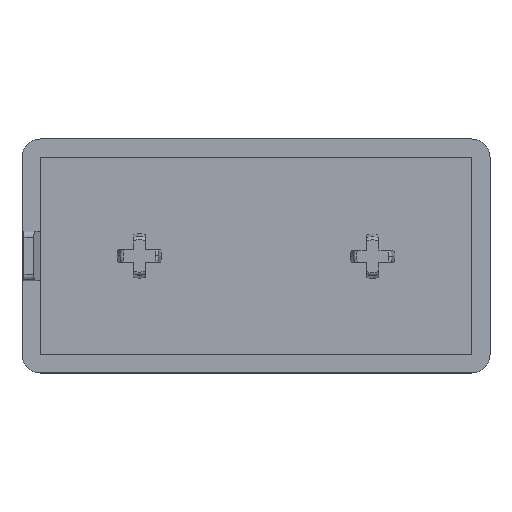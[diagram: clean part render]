
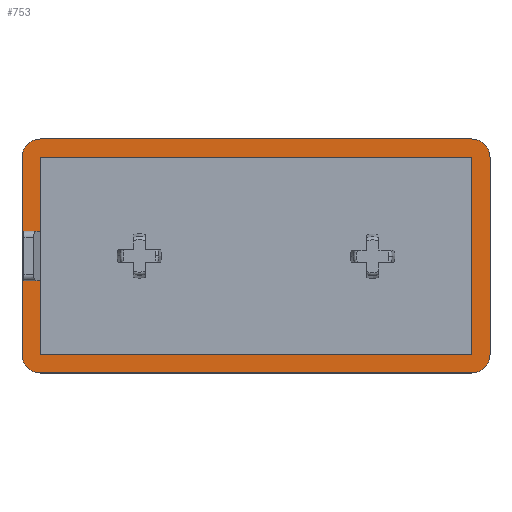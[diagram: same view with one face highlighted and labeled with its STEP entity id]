
A CAD part, top view. The second image highlights one B-rep face of the part: STEP entity #753.
In plain terms, the highlighted planar face has unit normal (0, 0, 1).
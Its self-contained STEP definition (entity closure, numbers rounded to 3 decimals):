
#27 = LINE ( 'NONE', #39, #208 ) ;
#32 = VERTEX_POINT ( 'NONE', #863 ) ;
#39 = CARTESIAN_POINT ( 'NONE',  ( 57.1, -4.05, 4. ) ) ;
#60 = VERTEX_POINT ( 'NONE', #293 ) ;
#70 = CARTESIAN_POINT ( 'NONE',  ( -16.1, -16.05, 4. ) ) ;
#116 = CARTESIAN_POINT ( 'NONE',  ( 57.1, 19.05, 4. ) ) ;
#119 = EDGE_CURVE ( 'NONE', #866, #1589, #2529, .T. ) ;
#120 = DIRECTION ( 'NONE',  ( -1., 0., 0. ) ) ;
#135 = LINE ( 'NONE', #2433, #1297 ) ;
#143 = EDGE_CURVE ( 'NONE', #1564, #2383, #1914, .T. ) ;
#164 = FACE_BOUND ( 'NONE', #793, .T. ) ;
#177 = CARTESIAN_POINT ( 'NONE',  ( 54.1, 16.05, 4. ) ) ;
#181 = VECTOR ( 'NONE', #928, 1000. ) ;
#189 = CARTESIAN_POINT ( 'NONE',  ( -16.1, 16.05, 4. ) ) ;
#204 = VECTOR ( 'NONE', #1898, 1000. ) ;
#208 = VECTOR ( 'NONE', #2401, 1000. ) ;
#266 = CARTESIAN_POINT ( 'NONE',  ( 54.1, 16.05, 4. ) ) ;
#293 = CARTESIAN_POINT ( 'NONE',  ( -19.1, 16.05, 4. ) ) ;
#324 = DIRECTION ( 'NONE',  ( 0., 1., 0. ) ) ;
#346 = AXIS2_PLACEMENT_3D ( 'NONE', #759, #2593, #1005 ) ;
#353 = VECTOR ( 'NONE', #120, 1000. ) ;
#366 = DIRECTION ( 'NONE',  ( 0., 1., 0. ) ) ;
#379 = EDGE_CURVE ( 'NONE', #2391, #1289, #2457, .T. ) ;
#390 = CARTESIAN_POINT ( 'NONE',  ( 54.1, 19.05, 4. ) ) ;
#458 = CARTESIAN_POINT ( 'NONE',  ( -19.1, 19.05, 4. ) ) ;
#477 = DIRECTION ( 'NONE',  ( 1., 0., 0. ) ) ;
#478 = DIRECTION ( 'NONE',  ( 0., 0., 1. ) ) ;
#552 = AXIS2_PLACEMENT_3D ( 'NONE', #189, #2594, #820 ) ;
#574 = EDGE_CURVE ( 'NONE', #798, #1648, #2453, .T. ) ;
#575 = ORIENTED_EDGE ( 'NONE', *, *, #2135, .F. ) ;
#595 = CARTESIAN_POINT ( 'NONE',  ( -16.1, 4.05, 4. ) ) ;
#598 = DIRECTION ( 'NONE',  ( 0., -1., 0. ) ) ;
#614 = VERTEX_POINT ( 'NONE', #70 ) ;
#637 = CARTESIAN_POINT ( 'NONE',  ( -16.1, -19.05, 4. ) ) ;
#660 = LINE ( 'NONE', #2050, #1481 ) ;
#744 = VERTEX_POINT ( 'NONE', #1962 ) ;
#753 = ADVANCED_FACE ( 'NONE', ( #164, #1728 ), #1179, .T. ) ;
#759 = CARTESIAN_POINT ( 'NONE',  ( -16.1, -16.05, 4. ) ) ;
#769 = EDGE_CURVE ( 'NONE', #32, #787, #1581, .T. ) ;
#785 = CARTESIAN_POINT ( 'NONE',  ( -19.1, 19.05, 4. ) ) ;
#787 = VERTEX_POINT ( 'NONE', #177 ) ;
#793 = EDGE_LOOP ( 'NONE', ( #1404, #1414, #1860, #2547, #2204, #575, #999, #2058 ) ) ;
#798 = VERTEX_POINT ( 'NONE', #2137 ) ;
#819 = CARTESIAN_POINT ( 'NONE',  ( 57.1, 16.05, 4. ) ) ;
#820 = DIRECTION ( 'NONE',  ( 1., 0., 0. ) ) ;
#843 = CARTESIAN_POINT ( 'NONE',  ( -16.1, -4.05, 4. ) ) ;
#844 = EDGE_CURVE ( 'NONE', #2073, #798, #27, .T. ) ;
#863 = CARTESIAN_POINT ( 'NONE',  ( 54.1, -16.05, 4. ) ) ;
#866 = VERTEX_POINT ( 'NONE', #637 ) ;
#879 = AXIS2_PLACEMENT_3D ( 'NONE', #2308, #478, #1500 ) ;
#895 = CIRCLE ( 'NONE', #2367, 3. ) ;
#905 = CARTESIAN_POINT ( 'NONE',  ( -16.1, 16.05, 4. ) ) ;
#916 = CARTESIAN_POINT ( 'NONE',  ( 57.1, 4.05, 4. ) ) ;
#923 = EDGE_LOOP ( 'NONE', ( #2192, #1471, #2395, #2508, #927, #2602, #1466, #2526 ) ) ;
#927 = ORIENTED_EDGE ( 'NONE', *, *, #119, .T. ) ;
#928 = DIRECTION ( 'NONE',  ( 1., 0., 0. ) ) ;
#945 = DIRECTION ( 'NONE',  ( 0., -1., 0. ) ) ;
#961 = EDGE_CURVE ( 'NONE', #1289, #60, #1888, .T. ) ;
#999 = ORIENTED_EDGE ( 'NONE', *, *, #769, .F. ) ;
#1004 = CIRCLE ( 'NONE', #879, 3. ) ;
#1005 = DIRECTION ( 'NONE',  ( 1., 0., 0. ) ) ;
#1012 = VECTOR ( 'NONE', #366, 1000. ) ;
#1028 = EDGE_CURVE ( 'NONE', #1589, #1774, #1004, .T. ) ;
#1065 = CARTESIAN_POINT ( 'NONE',  ( -18.8, 4.05, 4. ) ) ;
#1179 = PLANE ( 'NONE',  #2101 ) ;
#1214 = EDGE_CURVE ( 'NONE', #614, #32, #135, .T. ) ;
#1289 = VERTEX_POINT ( 'NONE', #2027 ) ;
#1297 = VECTOR ( 'NONE', #1430, 1000. ) ;
#1318 = VECTOR ( 'NONE', #1734, 1000. ) ;
#1335 = CARTESIAN_POINT ( 'NONE',  ( -19.1, -19.05, 4. ) ) ;
#1404 = ORIENTED_EDGE ( 'NONE', *, *, #2467, .F. ) ;
#1414 = ORIENTED_EDGE ( 'NONE', *, *, #844, .T. ) ;
#1430 = DIRECTION ( 'NONE',  ( 1., 0., 0. ) ) ;
#1466 = ORIENTED_EDGE ( 'NONE', *, *, #2565, .T. ) ;
#1471 = ORIENTED_EDGE ( 'NONE', *, *, #961, .T. ) ;
#1481 = VECTOR ( 'NONE', #2458, 1000. ) ;
#1500 = DIRECTION ( 'NONE',  ( 1., 0., 0. ) ) ;
#1542 = CARTESIAN_POINT ( 'NONE',  ( 54.1, 16.05, 4. ) ) ;
#1564 = VERTEX_POINT ( 'NONE', #1909 ) ;
#1581 = LINE ( 'NONE', #1542, #1675 ) ;
#1589 = VERTEX_POINT ( 'NONE', #2256 ) ;
#1648 = VERTEX_POINT ( 'NONE', #1065 ) ;
#1675 = VECTOR ( 'NONE', #324, 1000. ) ;
#1728 = FACE_OUTER_BOUND ( 'NONE', #923, .T. ) ;
#1734 = DIRECTION ( 'NONE',  ( 0., 1., 0. ) ) ;
#1758 = VECTOR ( 'NONE', #945, 1000. ) ;
#1774 = VERTEX_POINT ( 'NONE', #1900 ) ;
#1782 = DIRECTION ( 'NONE',  ( 1., 0., 0. ) ) ;
#1860 = ORIENTED_EDGE ( 'NONE', *, *, #574, .T. ) ;
#1874 = DIRECTION ( 'NONE',  ( -1., 0., 0. ) ) ;
#1888 = CIRCLE ( 'NONE', #552, 3. ) ;
#1898 = DIRECTION ( 'NONE',  ( 1., 0., 0. ) ) ;
#1900 = CARTESIAN_POINT ( 'NONE',  ( 57.1, -16.05, 4. ) ) ;
#1909 = CARTESIAN_POINT ( 'NONE',  ( -16.1, 16.05, 4. ) ) ;
#1914 = LINE ( 'NONE', #2122, #1758 ) ;
#1943 = VECTOR ( 'NONE', #598, 1000. ) ;
#1955 = EDGE_CURVE ( 'NONE', #744, #866, #2574, .T. ) ;
#1962 = CARTESIAN_POINT ( 'NONE',  ( -19.1, -16.05, 4. ) ) ;
#1991 = EDGE_CURVE ( 'NONE', #60, #744, #2583, .T. ) ;
#2022 = EDGE_CURVE ( 'NONE', #2130, #2391, #895, .T. ) ;
#2027 = CARTESIAN_POINT ( 'NONE',  ( -16.1, 19.05, 4. ) ) ;
#2030 = DIRECTION ( 'NONE',  ( 0., 0., 1. ) ) ;
#2050 = CARTESIAN_POINT ( 'NONE',  ( -16.1, 16.05, 4. ) ) ;
#2058 = ORIENTED_EDGE ( 'NONE', *, *, #1214, .F. ) ;
#2073 = VERTEX_POINT ( 'NONE', #843 ) ;
#2101 = AXIS2_PLACEMENT_3D ( 'NONE', #2572, #2164, #1782 ) ;
#2107 = LINE ( 'NONE', #905, #353 ) ;
#2122 = CARTESIAN_POINT ( 'NONE',  ( -16.1, 16.05, 4. ) ) ;
#2130 = VERTEX_POINT ( 'NONE', #819 ) ;
#2135 = EDGE_CURVE ( 'NONE', #787, #1564, #2107, .T. ) ;
#2137 = CARTESIAN_POINT ( 'NONE',  ( -18.8, -4.05, 4. ) ) ;
#2164 = DIRECTION ( 'NONE',  ( 0., 0., 1. ) ) ;
#2179 = EDGE_CURVE ( 'NONE', #1648, #2383, #2295, .T. ) ;
#2182 = VECTOR ( 'NONE', #1874, 1000. ) ;
#2192 = ORIENTED_EDGE ( 'NONE', *, *, #379, .T. ) ;
#2204 = ORIENTED_EDGE ( 'NONE', *, *, #143, .F. ) ;
#2256 = CARTESIAN_POINT ( 'NONE',  ( 54.1, -19.05, 4. ) ) ;
#2295 = LINE ( 'NONE', #916, #181 ) ;
#2308 = CARTESIAN_POINT ( 'NONE',  ( 54.1, -16.05, 4. ) ) ;
#2317 = LINE ( 'NONE', #116, #1318 ) ;
#2367 = AXIS2_PLACEMENT_3D ( 'NONE', #266, #2030, #477 ) ;
#2383 = VERTEX_POINT ( 'NONE', #595 ) ;
#2391 = VERTEX_POINT ( 'NONE', #390 ) ;
#2395 = ORIENTED_EDGE ( 'NONE', *, *, #1991, .T. ) ;
#2401 = DIRECTION ( 'NONE',  ( -1., 0., 0. ) ) ;
#2416 = CARTESIAN_POINT ( 'NONE',  ( -18.8, 19.05, 4. ) ) ;
#2433 = CARTESIAN_POINT ( 'NONE',  ( -16.1, -16.05, 4. ) ) ;
#2453 = LINE ( 'NONE', #2416, #1012 ) ;
#2457 = LINE ( 'NONE', #458, #2182 ) ;
#2458 = DIRECTION ( 'NONE',  ( 0., -1., 0. ) ) ;
#2467 = EDGE_CURVE ( 'NONE', #2073, #614, #660, .T. ) ;
#2508 = ORIENTED_EDGE ( 'NONE', *, *, #1955, .T. ) ;
#2526 = ORIENTED_EDGE ( 'NONE', *, *, #2022, .T. ) ;
#2529 = LINE ( 'NONE', #1335, #204 ) ;
#2547 = ORIENTED_EDGE ( 'NONE', *, *, #2179, .T. ) ;
#2565 = EDGE_CURVE ( 'NONE', #1774, #2130, #2317, .T. ) ;
#2572 = CARTESIAN_POINT ( 'NONE',  ( 57.1, 19.05, 4. ) ) ;
#2574 = CIRCLE ( 'NONE', #346, 3. ) ;
#2583 = LINE ( 'NONE', #785, #1943 ) ;
#2593 = DIRECTION ( 'NONE',  ( 0., 0., 1. ) ) ;
#2594 = DIRECTION ( 'NONE',  ( 0., 0., 1. ) ) ;
#2602 = ORIENTED_EDGE ( 'NONE', *, *, #1028, .T. ) ;
